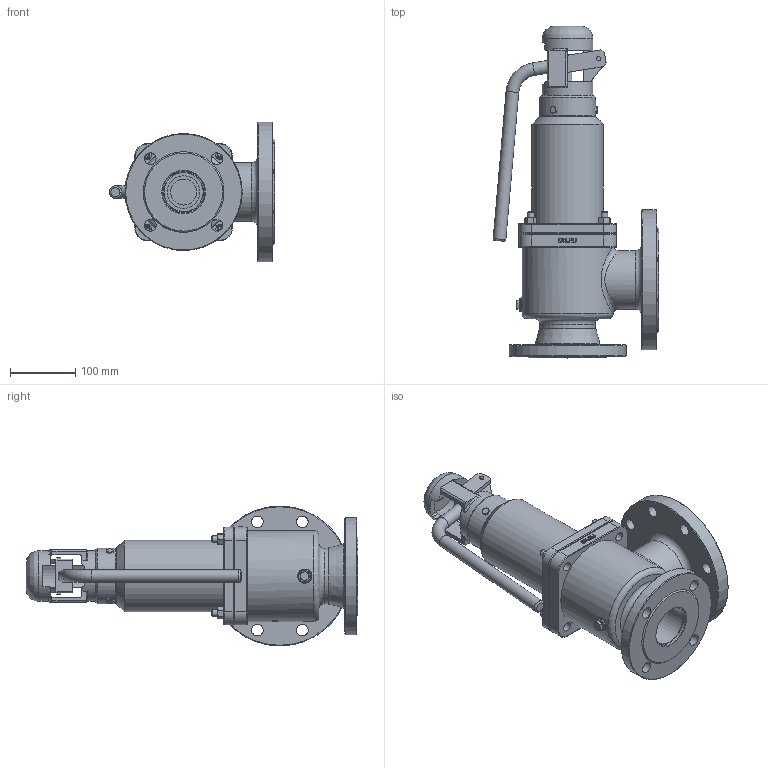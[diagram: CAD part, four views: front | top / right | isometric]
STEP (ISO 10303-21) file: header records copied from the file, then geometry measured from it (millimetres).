
FILE_DESCRIPTION(/* description */ (''),/* implementation_level */ '2;1');
FILE_NAME(/* name */ 'DN65_3D_STEP.stp',/* time_stamp */ '2025-10-22T01:24:13+03:00',/* author */ ('igorr'),/* organization */ (''),/* preprocessor_version */ 'ST-DEVELOPER v20',/* originating_system */ 'Autodesk Inventor 2025',/* authorisation */ '');
FILE_SCHEMA (('AUTOMOTIVE_DESIGN { 1 0 10303 214 3 1 1 }'));
Length unit declared in the file: millimetre
Products named in the file (11): Сборка1; Деталь1; Деталь2; Деталь3; Деталь4; Деталь5; ANSI B18.2.4.2M - M10x1,5; BS 4168 - M10 x 30; AS 1110 - M5 x 10; AS 1110 - M8 x 12; AS 1110 - M6 x 20
Assembly tree (20 placements, depth 2):
  Сборка1
    Деталь1
    Деталь2
    Деталь3
    Деталь4
    Деталь5
    ANSI B18.2.4.2M - M10x1,5  x4
    BS 4168 - M10 x 30  x4
    AS 1110 - M5 x 10  x3
    AS 1110 - M8 x 12
    AS 1110 - M6 x 20  x3
Bounding box: 254.42 x 510 x 215.01 mm (x, y, z)
Volume: 3625415.2 mm3; surface area: 709887.2 mm2
Topology: 21 solids, 22 shells, 738 faces, 1746 edges, 1088 vertices
Faces by surface type: plane 371, cylinder 146, cone 133, bspline 53, torus 35
Full cylindrical faces by diameter (mm): 4.745 x1, 5 x3, 6 x3, 6.5 x5, 8 x4, 8.376 x4, 9.1 x1, 10 x8, 13 x3, 14 x8, 15 x1, 18 x12, 19.5 x2, 20 x1, 26 x1, 40 x2, 50 x1, 58.5 x1, 60 x2, 61.633 x2, 65 x1, 70 x3, 76 x2, 78 x1, 80 x1, 84.5 x1, 85 x1, 85.8 x1, 90 x1, 100 x2
Entity records: 20832 total; most frequent: CARTESIAN_POINT 7892, ORIENTED_EDGE 2546, DIRECTION 2499, EDGE_CURVE 1273, AXIS2_PLACEMENT_3D 959, VERTEX_POINT 815, EDGE_LOOP 614, LINE 581
